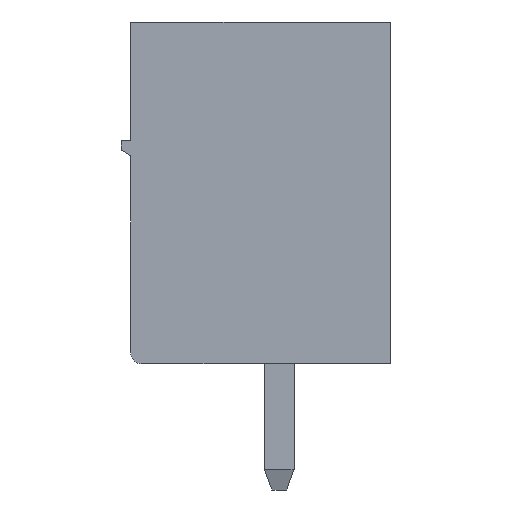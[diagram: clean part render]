
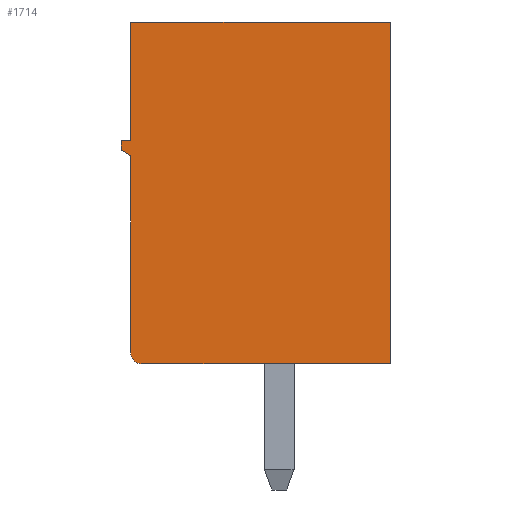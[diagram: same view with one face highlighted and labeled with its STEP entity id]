
A CAD part, left-side view. The second image highlights one B-rep face of the part: STEP entity #1714.
In plain terms, the highlighted planar face has unit normal (-1, 0, 0).
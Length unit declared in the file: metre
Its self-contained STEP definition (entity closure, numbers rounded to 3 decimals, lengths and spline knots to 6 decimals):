
#1714=ADVANCED_FACE('',(#3926),#3927,.T.);
#3926=FACE_OUTER_BOUND('',#6626,.T.);
#3927=PLANE('',#6627);
#6626=EDGE_LOOP('',(#11976,#11977,#11978,#11979,#11980,#11981,#11982,#11983,#11984));
#6627=AXIS2_PLACEMENT_3D('',#11985,#11986,#11987);
#11976=ORIENTED_EDGE('',*,*,#16051,.F.);
#11977=ORIENTED_EDGE('',*,*,#16055,.F.);
#11978=ORIENTED_EDGE('',*,*,#16059,.F.);
#11979=ORIENTED_EDGE('',*,*,#16063,.F.);
#11980=ORIENTED_EDGE('',*,*,#16067,.T.);
#11981=ORIENTED_EDGE('',*,*,#16461,.T.);
#11982=ORIENTED_EDGE('',*,*,#16325,.T.);
#11983=ORIENTED_EDGE('',*,*,#16085,.T.);
#11984=ORIENTED_EDGE('',*,*,#16047,.F.);
#11985=CARTESIAN_POINT('',(-1.087027,0.01036,-0.008267));
#11986=DIRECTION('',(-1.0,0.,0.0));
#11987=DIRECTION('',(0.,-1.0,0.0));
#16047=EDGE_CURVE('',#19165,#19161,#19167,.T.);
#16051=EDGE_CURVE('',#19171,#19165,#19173,.T.);
#16055=EDGE_CURVE('',#19177,#19171,#19179,.T.);
#16059=EDGE_CURVE('',#19183,#19177,#19185,.T.);
#16063=EDGE_CURVE('',#19189,#19183,#19191,.T.);
#16067=EDGE_CURVE('',#19189,#19195,#19197,.T.);
#16085=EDGE_CURVE('',#19228,#19161,#19231,.T.);
#16325=EDGE_CURVE('',#19709,#19228,#19710,.T.);
#16461=EDGE_CURVE('',#19195,#19709,#19953,.T.);
#19161=VERTEX_POINT('',#23702);
#19165=VERTEX_POINT('',#23708);
#19167=LINE('',#23711,#23712);
#19171=VERTEX_POINT('',#23717);
#19173=LINE('',#23720,#23721);
#19177=VERTEX_POINT('',#23726);
#19179=LINE('',#23729,#23730);
#19183=VERTEX_POINT('',#23735);
#19185=LINE('',#23738,#23739);
#19189=VERTEX_POINT('',#23744);
#19191=LINE('',#23747,#23748);
#19195=VERTEX_POINT('',#23752);
#19197=CIRCLE('',#23755,0.0003);
#19228=VERTEX_POINT('',#23799);
#19231=LINE('',#23804,#23805);
#19709=VERTEX_POINT('',#24502);
#19710=LINE('',#24503,#24504);
#19953=LINE('',#24875,#24876);
#23702=CARTESIAN_POINT('',(-1.087027,0.01086,0.000933));
#23708=CARTESIAN_POINT('',(-1.087027,0.01086,-0.002267));
#23711=CARTESIAN_POINT('',(-1.087027,0.01086,-0.008267));
#23712=VECTOR('',#30391,1.0);
#23717=CARTESIAN_POINT('',(-1.087027,0.01111,-0.002267));
#23720=CARTESIAN_POINT('',(-1.087027,0.01036,-0.002267));
#23721=VECTOR('',#30394,1.0);
#23726=CARTESIAN_POINT('',(-1.087027,0.01111,-0.002517));
#23729=CARTESIAN_POINT('',(-1.087027,0.01111,-0.008267));
#23730=VECTOR('',#30397,1.0);
#23735=CARTESIAN_POINT('',(-1.087027,0.01086,-0.002667));
#23738=CARTESIAN_POINT('',(-1.087027,0.008021,-0.00437));
#23739=VECTOR('',#30400,1.0);
#23744=CARTESIAN_POINT('',(-1.087027,0.01086,-0.007967));
#23747=CARTESIAN_POINT('',(-1.087027,0.01086,-0.008267));
#23748=VECTOR('',#30403,1.0);
#23752=CARTESIAN_POINT('',(-1.087027,0.01056,-0.008267));
#23755=AXIS2_PLACEMENT_3D('',#30408,#30409,#30410);
#23799=CARTESIAN_POINT('',(-1.087027,0.00386,0.000933));
#23804=CARTESIAN_POINT('',(-1.087027,0.01036,0.000933));
#23805=VECTOR('',#30429,1.0);
#24502=CARTESIAN_POINT('',(-1.087027,0.00386,-0.008267));
#24503=CARTESIAN_POINT('',(-1.087027,0.00386,-0.008267));
#24504=VECTOR('',#30706,1.0);
#24875=CARTESIAN_POINT('',(-1.087027,0.01036,-0.008267));
#24876=VECTOR('',#30853,1.0);
#30391=DIRECTION('',(0.,0.,1.0));
#30394=DIRECTION('',(0.,-1.0,0.));
#30397=DIRECTION('',(0.,0.,1.0));
#30400=DIRECTION('',(0.,0.857,0.514));
#30403=DIRECTION('',(0.,0.,1.0));
#30408=CARTESIAN_POINT('',(-1.087027,0.01056,-0.007967));
#30409=DIRECTION('',(-1.0,0.,0.0));
#30410=DIRECTION('',(0.,-1.0,0.0));
#30429=DIRECTION('',(0.,1.0,-0.0));
#30706=DIRECTION('',(0.0,0.0,1.0));
#30853=DIRECTION('',(0.,-1.0,0.0));
